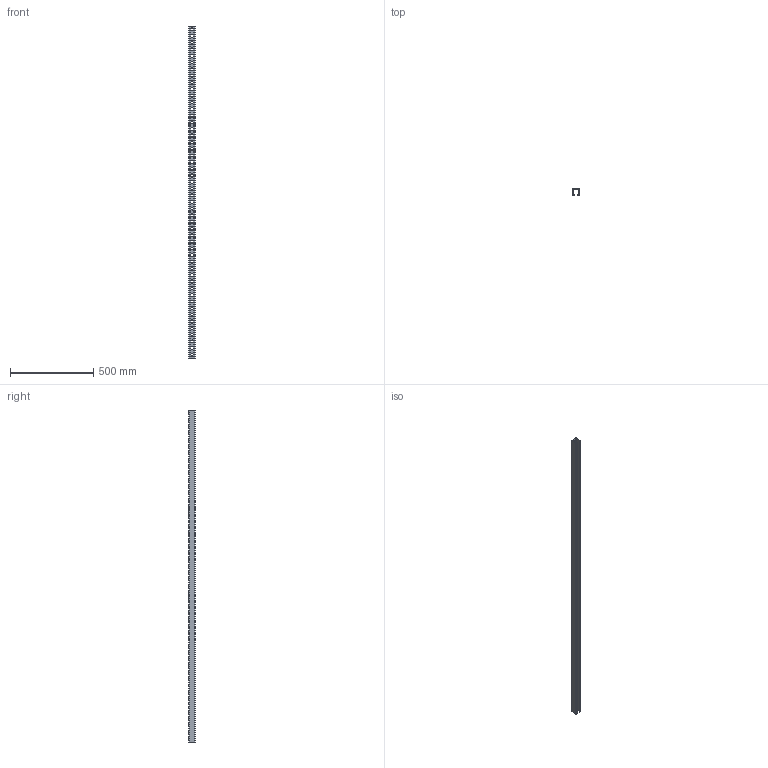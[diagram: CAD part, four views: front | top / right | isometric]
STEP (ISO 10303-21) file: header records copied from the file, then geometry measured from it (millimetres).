
FILE_DESCRIPTION((''),'2;1');
FILE_NAME('129915.stp','2010-07-28T09:39:16',('DMK009'),(''),'Autodesk Inventor 2010','Autodesk Inventor 2010','');
FILE_SCHEMA(('AUTOMOTIVE_DESIGN { 1 0 10303 214 1 1 1 1 }'));
Length unit declared in the file: millimetre
Products named in the file (1): MPC Systemschiene 38x40 Edelstahl
Bounding box: 38 x 40 x 2000 mm (x, y, z)
Volume: 487729.9 mm3; surface area: 501652.5 mm2
Topology: 1 solids, 1 shells, 147 faces, 435 edges, 290 vertices
Faces by surface type: cylinder 83, plane 64
Full cylindrical faces by diameter (mm): 17 x25
Entity records: 5076 total; most frequent: DIRECTION 872, CARTESIAN_POINT 848, ORIENTED_EDGE 820, EDGE_CURVE 410, AXIS2_PLACEMENT_3D 314, VERTEX_POINT 290, EDGE_LOOP 272, VECTOR 244
